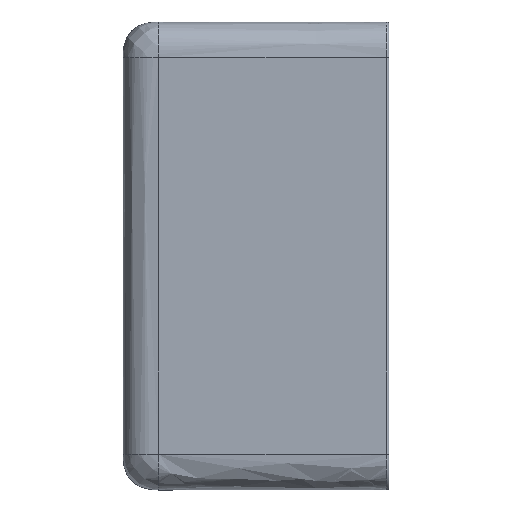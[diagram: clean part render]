
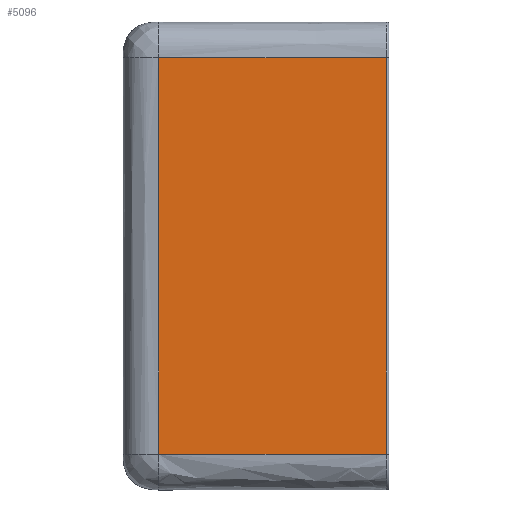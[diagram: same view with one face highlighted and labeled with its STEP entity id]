
A CAD part, top view. The second image highlights one B-rep face of the part: STEP entity #5096.
In plain terms, the highlighted planar face has unit normal (0, 0, 1).
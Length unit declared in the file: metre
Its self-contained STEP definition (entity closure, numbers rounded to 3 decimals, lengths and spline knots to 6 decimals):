
#266=B_SPLINE_CURVE_WITH_KNOTS('',3,(#8339,#8340,#8341,#8342),
 .UNSPECIFIED.,.F.,.F.,(4,4),(0.,1.),.UNSPECIFIED.);
#279=B_SPLINE_CURVE_WITH_KNOTS('',3,(#9298,#9299,#9300,#9301),
 .UNSPECIFIED.,.F.,.F.,(4,4),(0.,0.965517),.UNSPECIFIED.);
#284=B_SPLINE_CURVE_WITH_KNOTS('',3,(#9470,#9471,#9472,#9473),
 .UNSPECIFIED.,.F.,.F.,(4,4),(0.034483,1.),.UNSPECIFIED.);
#1270=ORIENTED_EDGE('',*,*,#2758,.T.);
#1271=ORIENTED_EDGE('',*,*,#2766,.T.);
#1272=ORIENTED_EDGE('',*,*,#2763,.T.);
#1273=ORIENTED_EDGE('',*,*,#2744,.T.);
#2744=EDGE_CURVE('',#3491,#3492,#266,.T.);
#2758=EDGE_CURVE('',#3492,#3497,#279,.T.);
#2763=EDGE_CURVE('',#3500,#3491,#284,.T.);
#2766=EDGE_CURVE('',#3497,#3500,#3857,.F.);
#3491=VERTEX_POINT('',#8330);
#3492=VERTEX_POINT('',#8338);
#3497=VERTEX_POINT('',#9297);
#3500=VERTEX_POINT('',#9474);
#3857=LINE('',#9485,#4117);
#4117=VECTOR('',#6397,1.);
#4326=EDGE_LOOP('',(#1270,#1271,#1272,#1273));
#4683=FACE_BOUND('',#4326,.T.);
#4988=PLANE('',#5537);
#5096=ADVANCED_FACE('',(#4683),#4988,.F.);
#5537=AXIS2_PLACEMENT_3D('',#9484,#6395,#6396);
#6395=DIRECTION('',(0.,0.,-1.));
#6396=DIRECTION('',(-1.,0.,0.));
#6397=DIRECTION('',(0.,-1.,0.));
#8330=CARTESIAN_POINT('',(0.005413,0.0363,0.0057));
#8338=CARTESIAN_POINT('',(0.005413,-0.0027,0.0057));
#8339=CARTESIAN_POINT('',(0.005413,0.0363,0.0057));
#8340=CARTESIAN_POINT('',(0.005413,0.0233,0.0057));
#8341=CARTESIAN_POINT('',(0.005413,0.0103,0.0057));
#8342=CARTESIAN_POINT('',(0.005413,-0.0027,0.0057));
#9297=CARTESIAN_POINT('',(0.027813,-0.0027,0.0057));
#9298=CARTESIAN_POINT('',(0.005413,-0.0027,0.0057));
#9299=CARTESIAN_POINT('',(0.012879,-0.0027,0.0057));
#9300=CARTESIAN_POINT('',(0.020346,-0.0027,0.0057));
#9301=CARTESIAN_POINT('',(0.027813,-0.0027,0.0057));
#9470=CARTESIAN_POINT('',(0.027813,0.0363,0.0057));
#9471=CARTESIAN_POINT('',(0.020346,0.0363,0.0057));
#9472=CARTESIAN_POINT('',(0.012879,0.0363,0.0057));
#9473=CARTESIAN_POINT('',(0.005413,0.0363,0.0057));
#9474=CARTESIAN_POINT('',(0.027813,0.0363,0.0057));
#9484=CARTESIAN_POINT('',(0.017013,-0.224503,0.0057));
#9485=CARTESIAN_POINT('',(0.027813,-0.224503,0.0057));
